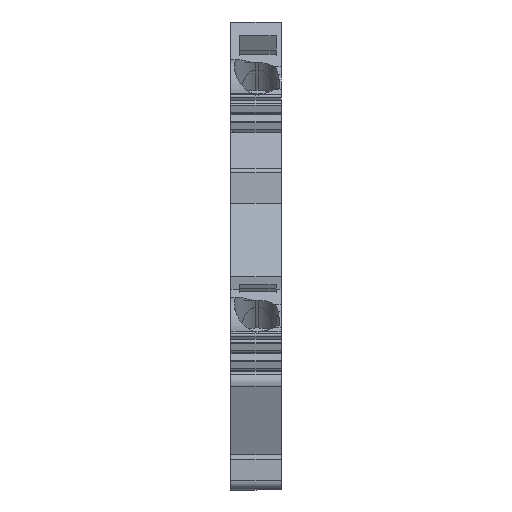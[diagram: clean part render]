
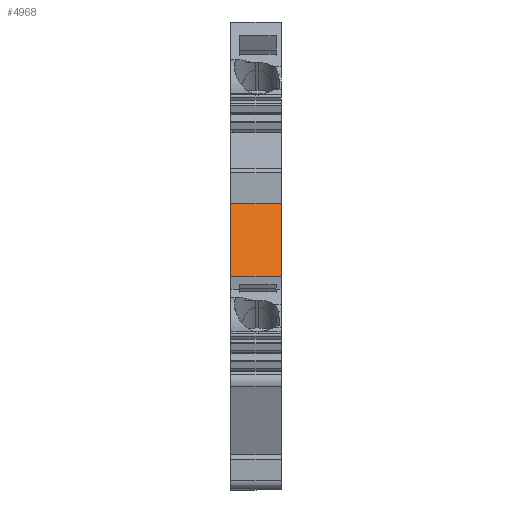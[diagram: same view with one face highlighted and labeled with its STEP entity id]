
A CAD part, front view. The second image highlights one B-rep face of the part: STEP entity #4968.
In plain terms, the highlighted planar face has unit normal (0, -0.932, 0.363).
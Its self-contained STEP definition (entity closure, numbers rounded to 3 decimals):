
#4941=AXIS2_PLACEMENT_3D('Plane Axis2P3D',#4938,#4939,#4940) ;
#4694=CARTESIAN_POINT('Vertex',(5.1,21.093,21.702)) ;
#4697=CARTESIAN_POINT('Line Origine',(2.55,21.093,21.702)) ;
#4701=CARTESIAN_POINT('Vertex',(0.,21.093,21.702)) ;
#4938=CARTESIAN_POINT('Axis2P3D Location',(0.,21.093,21.702)) ;
#4943=CARTESIAN_POINT('Line Origine',(5.1,22.551,25.441)) ;
#4947=CARTESIAN_POINT('Vertex',(5.1,24.008,29.18)) ;
#4950=CARTESIAN_POINT('Line Origine',(2.55,24.008,29.18)) ;
#4954=CARTESIAN_POINT('Vertex',(0.,24.008,29.18)) ;
#4957=CARTESIAN_POINT('Line Origine',(0.,22.551,25.441)) ;
#4698=DIRECTION('Vector Direction',(-1.,0.,0.)) ;
#4939=DIRECTION('Axis2P3D Direction',(0.,-0.932,0.363)) ;
#4940=DIRECTION('Axis2P3D XDirection',(0.,0.363,0.932)) ;
#4944=DIRECTION('Vector Direction',(0.,0.363,0.932)) ;
#4951=DIRECTION('Vector Direction',(-1.,0.,0.)) ;
#4958=DIRECTION('Vector Direction',(0.,0.363,0.932)) ;
#4699=VECTOR('Line Direction',#4698,1.) ;
#4945=VECTOR('Line Direction',#4944,1.) ;
#4952=VECTOR('Line Direction',#4951,1.) ;
#4959=VECTOR('Line Direction',#4958,1.) ;
#4963=ORIENTED_EDGE('',*,*,#4703,.F.) ;
#4964=ORIENTED_EDGE('',*,*,#4949,.T.) ;
#4965=ORIENTED_EDGE('',*,*,#4956,.T.) ;
#4966=ORIENTED_EDGE('',*,*,#4961,.F.) ;
#4968=ADVANCED_FACE('MLD',(#4967),#4942,.T.) ;
#4703=EDGE_CURVE('',#4695,#4702,#4700,.T.) ;
#4949=EDGE_CURVE('',#4695,#4948,#4946,.T.) ;
#4956=EDGE_CURVE('',#4948,#4955,#4953,.T.) ;
#4961=EDGE_CURVE('',#4702,#4955,#4960,.T.) ;
#4962=EDGE_LOOP('',(#4963,#4964,#4965,#4966)) ;
#4967=FACE_OUTER_BOUND('',#4962,.T.) ;
#4700=LINE('Line',#4697,#4699) ;
#4946=LINE('Line',#4943,#4945) ;
#4953=LINE('Line',#4950,#4952) ;
#4960=LINE('Line',#4957,#4959) ;
#4942=PLANE('',#4941) ;
#4695=VERTEX_POINT('',#4694) ;
#4702=VERTEX_POINT('',#4701) ;
#4948=VERTEX_POINT('',#4947) ;
#4955=VERTEX_POINT('',#4954) ;
